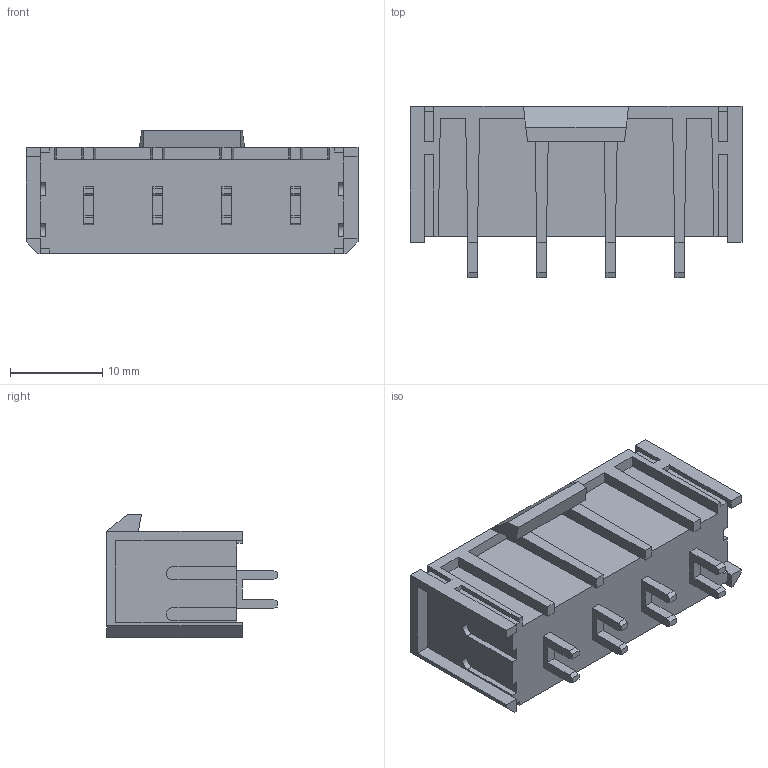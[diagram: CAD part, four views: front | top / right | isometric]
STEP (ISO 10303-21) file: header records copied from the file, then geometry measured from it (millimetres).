
FILE_DESCRIPTION((''),'2;1');
FILE_NAME('431600104','2015-07-31T',('me'),(''),'PRO/ENGINEER BY PARAMETRIC TECHNOLOGY CORPORATION, 2011490','PRO/ENGINEER BY PARAMETRIC TECHNOLOGY CORPORATION, 2011490','');
FILE_SCHEMA(('CONFIG_CONTROL_DESIGN'));
Length unit declared in the file: inch
Products named in the file (1): 431600104
Bounding box: 36.07 x 18.57 x 13.39 mm (x, y, z)
Volume: 3342.9 mm3; surface area: 3970.3 mm2
Topology: 1 solids, 1 shells, 245 faces, 667 edges, 438 vertices
Faces by surface type: plane 241, cylinder 4
Entity records: 7574 total; most frequent: CARTESIAN_POINT 1335, ORIENTED_EDGE 1302, DIRECTION 1183, EDGE_CURVE 651, VECTOR 643, LINE 643, VERTEX_POINT 422, AXIS2_PLACEMENT_3D 270
